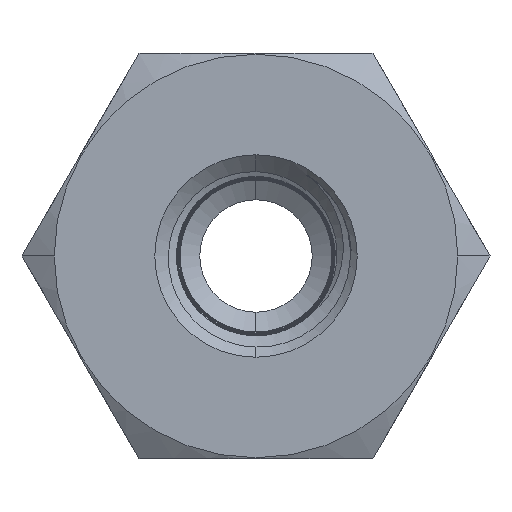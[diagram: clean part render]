
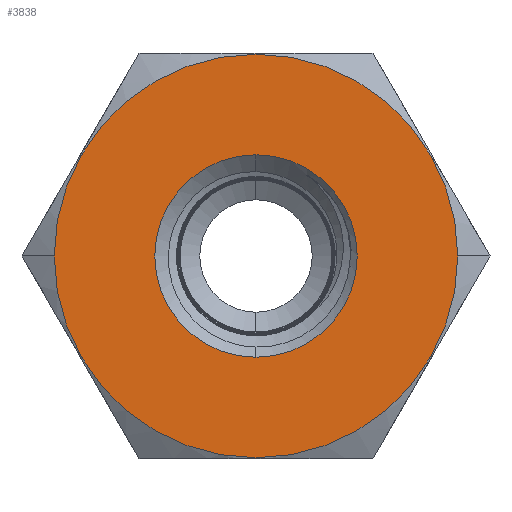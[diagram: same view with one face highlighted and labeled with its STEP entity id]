
A CAD part, left-side view. The second image highlights one B-rep face of the part: STEP entity #3838.
In plain terms, the highlighted planar face has unit normal (-1, 0, 0).
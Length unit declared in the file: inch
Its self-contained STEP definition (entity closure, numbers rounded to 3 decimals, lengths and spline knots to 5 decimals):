
#64 = EDGE_CURVE ( 'NONE', #9497, #6903, #4239, .T. ) ;
#127 = DIRECTION ( 'NONE',  ( 0., 0., 1. ) ) ;
#278 = ORIENTED_EDGE ( 'NONE', *, *, #64, .F. ) ;
#478 = VERTEX_POINT ( 'NONE', #4038 ) ;
#696 = VERTEX_POINT ( 'NONE', #10670 ) ;
#711 = DIRECTION ( 'NONE',  ( 0., 0., 1. ) ) ;
#966 = FACE_BOUND ( 'NONE', #5384, .T. ) ;
#1117 = ORIENTED_EDGE ( 'NONE', *, *, #6953, .F. ) ;
#1450 = CARTESIAN_POINT ( 'NONE',  ( -1.25, 0., 0. ) ) ;
#1461 = ORIENTED_EDGE ( 'NONE', *, *, #8734, .F. ) ;
#2122 = AXIS2_PLACEMENT_3D ( 'NONE', #1450, #3259, #711 ) ;
#3124 = CARTESIAN_POINT ( 'NONE',  ( -1.25, 0., 0.281 ) ) ;
#3126 = CIRCLE ( 'NONE', #2122, 0.281 ) ;
#3259 = DIRECTION ( 'NONE',  ( -1., 0., 0. ) ) ;
#3272 = AXIS2_PLACEMENT_3D ( 'NONE', #8694, #4249, #4172 ) ;
#3543 = CARTESIAN_POINT ( 'NONE',  ( -1.25, 0., 0. ) ) ;
#3796 = CIRCLE ( 'NONE', #4873, 0.56 ) ;
#3838 = ADVANCED_FACE ( 'NONE', ( #9910, #966 ), #8626, .T. ) ;
#3867 = AXIS2_PLACEMENT_3D ( 'NONE', #5098, #7839, #6892 ) ;
#3934 = DIRECTION ( 'NONE',  ( 1., 0., 0. ) ) ;
#4038 = CARTESIAN_POINT ( 'NONE',  ( -1.25, -0.56, 0. ) ) ;
#4172 = DIRECTION ( 'NONE',  ( 0., 1., 0. ) ) ;
#4239 = CIRCLE ( 'NONE', #4272, 0.281 ) ;
#4249 = DIRECTION ( 'NONE',  ( 1., 0., 0. ) ) ;
#4272 = AXIS2_PLACEMENT_3D ( 'NONE', #3543, #5267, #127 ) ;
#4873 = AXIS2_PLACEMENT_3D ( 'NONE', #6743, #3934, #5843 ) ;
#5098 = CARTESIAN_POINT ( 'NONE',  ( -1.25, 0., 0. ) ) ;
#5267 = DIRECTION ( 'NONE',  ( -1., 0., 0. ) ) ;
#5384 = EDGE_LOOP ( 'NONE', ( #5847, #278 ) ) ;
#5843 = DIRECTION ( 'NONE',  ( 0., 1., 0. ) ) ;
#5847 = ORIENTED_EDGE ( 'NONE', *, *, #5921, .F. ) ;
#5921 = EDGE_CURVE ( 'NONE', #6903, #9497, #3126, .T. ) ;
#6743 = CARTESIAN_POINT ( 'NONE',  ( -1.25, 0., 0. ) ) ;
#6892 = DIRECTION ( 'NONE',  ( 0., -1., 0. ) ) ;
#6903 = VERTEX_POINT ( 'NONE', #3124 ) ;
#6953 = EDGE_CURVE ( 'NONE', #478, #696, #10558, .T. ) ;
#7426 = CARTESIAN_POINT ( 'NONE',  ( -1.25, 0., -0.281 ) ) ;
#7839 = DIRECTION ( 'NONE',  ( -1., 0., 0. ) ) ;
#8626 = PLANE ( 'NONE',  #3867 ) ;
#8694 = CARTESIAN_POINT ( 'NONE',  ( -1.25, 0., 0. ) ) ;
#8734 = EDGE_CURVE ( 'NONE', #696, #478, #3796, .T. ) ;
#9497 = VERTEX_POINT ( 'NONE', #7426 ) ;
#9910 = FACE_OUTER_BOUND ( 'NONE', #11345, .T. ) ;
#10558 = CIRCLE ( 'NONE', #3272, 0.56 ) ;
#10670 = CARTESIAN_POINT ( 'NONE',  ( -1.25, 0.56, 0. ) ) ;
#11345 = EDGE_LOOP ( 'NONE', ( #1461, #1117 ) ) ;
